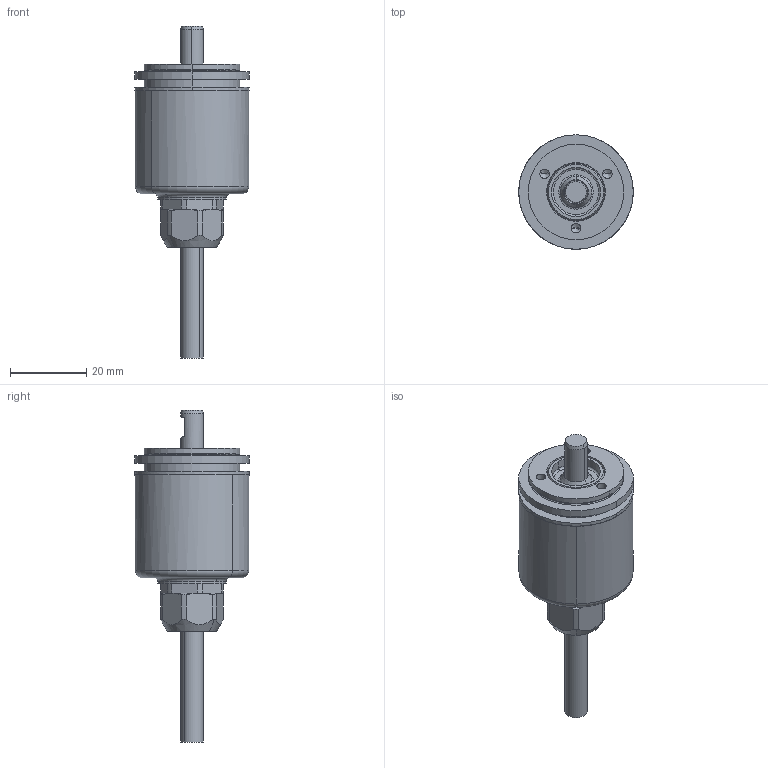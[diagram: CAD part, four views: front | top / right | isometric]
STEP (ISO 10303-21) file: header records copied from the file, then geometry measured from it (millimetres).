
FILE_DESCRIPTION((''),'2;1');
FILE_NAME('608530','2010-10-14T',('se2802'),(''),'PRO/ENGINEER BY PARAMETRIC TECHNOLOGY CORPORATION, 2010180','PRO/ENGINEER BY PARAMETRIC TECHNOLOGY CORPORATION, 2010180','');
FILE_SCHEMA(('CONFIG_CONTROL_DESIGN'));
Length unit declared in the file: millimetre
Products named in the file (1): 608530
Bounding box: 30 x 30 x 87 mm (x, y, z)
Volume: 15962.3 mm3; surface area: 11757.3 mm2
Topology: 2 solids, 2 shells, 237 faces, 578 edges, 353 vertices
Faces by surface type: cylinder 89, plane 66, cone 61, torus 21
Entity records: 7441 total; most frequent: CARTESIAN_POINT 1732, DIRECTION 1293, ORIENTED_EDGE 1128, EDGE_CURVE 564, AXIS2_PLACEMENT_3D 538, VERTEX_POINT 353, CIRCLE 301, EDGE_LOOP 265
